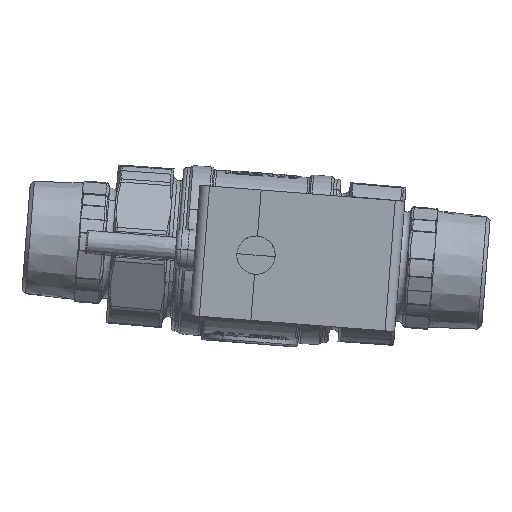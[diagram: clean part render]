
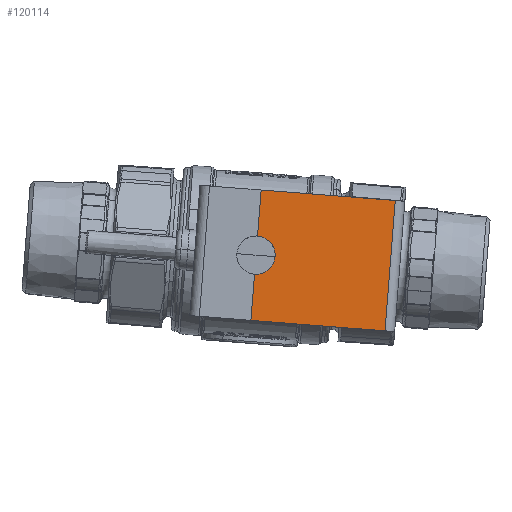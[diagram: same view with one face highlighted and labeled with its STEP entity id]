
A CAD part, left-side view. The second image highlights one B-rep face of the part: STEP entity #120114.
In plain terms, the highlighted planar face has unit normal (-1, 0, 0).
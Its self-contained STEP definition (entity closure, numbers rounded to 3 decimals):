
#119912=CARTESIAN_POINT('Line Origine',(-89.018,-117.585,149.75)) ;
#119916=CARTESIAN_POINT('Vertex',(-89.018,-152.478,147.015)) ;
#119918=CARTESIAN_POINT('Vertex',(-89.018,-82.692,152.484)) ;
#120014=CARTESIAN_POINT('Vertex',(-89.018,-157.791,214.807)) ;
#120049=CARTESIAN_POINT('Vertex',(-89.018,-88.005,220.276)) ;
#120052=CARTESIAN_POINT('Line Origine',(-89.018,-122.898,217.542)) ;
#120069=CARTESIAN_POINT('Axis2P3D Location',(-89.018,-152.478,147.015)) ;
#120074=CARTESIAN_POINT('Line Origine',(-89.018,-83.63,164.453)) ;
#120078=CARTESIAN_POINT('Vertex',(-89.018,-84.568,176.421)) ;
#120081=CARTESIAN_POINT('Line Origine',(-89.018,-155.134,180.911)) ;
#120086=CARTESIAN_POINT('Line Origine',(-89.018,-87.067,208.307)) ;
#120090=CARTESIAN_POINT('Vertex',(-89.018,-86.129,196.339)) ;
#120093=CARTESIAN_POINT('Axis2P3D Location',(-89.018,-85.348,186.38)) ;
#120097=CARTESIAN_POINT('Vertex',(-89.018,-95.307,185.6)) ;
#120100=CARTESIAN_POINT('Axis2P3D Location',(-89.018,-85.348,186.38)) ;
#119914=VECTOR('Line Direction',#119913,1.) ;
#120054=VECTOR('Line Direction',#120053,1.) ;
#120076=VECTOR('Line Direction',#120075,1.) ;
#120083=VECTOR('Line Direction',#120082,1.) ;
#120088=VECTOR('Line Direction',#120087,1.) ;
#119913=DIRECTION('Vector Direction',(0.,0.997,0.078)) ;
#120053=DIRECTION('Vector Direction',(0.,-0.997,-0.078)) ;
#120070=DIRECTION('Axis2P3D Direction',(-1.,0.,0.)) ;
#120071=DIRECTION('Axis2P3D XDirection',(0.,-0.078,0.997)) ;
#120075=DIRECTION('Vector Direction',(0.,0.078,-0.997)) ;
#120082=DIRECTION('Vector Direction',(0.,-0.078,0.997)) ;
#120087=DIRECTION('Vector Direction',(0.,0.078,-0.997)) ;
#120094=DIRECTION('Axis2P3D Direction',(-1.,0.,0.)) ;
#120101=DIRECTION('Axis2P3D Direction',(-1.,0.,0.)) ;
#120072=AXIS2_PLACEMENT_3D('Plane Axis2P3D',#120069,#120070,#120071) ;
#120095=AXIS2_PLACEMENT_3D('Circle Axis2P3D',#120093,#120094,$) ;
#120102=AXIS2_PLACEMENT_3D('Circle Axis2P3D',#120100,#120101,$) ;
#119915=LINE('Line',#119912,#119914) ;
#120055=LINE('Line',#120052,#120054) ;
#120077=LINE('Line',#120074,#120076) ;
#120084=LINE('Line',#120081,#120083) ;
#120089=LINE('Line',#120086,#120088) ;
#120096=CIRCLE('generated circle',#120095,9.989) ;
#120103=CIRCLE('generated circle',#120102,9.989) ;
#120073=PLANE('',#120072) ;
#119920=EDGE_CURVE('',#119917,#119919,#119915,.T.) ;
#120056=EDGE_CURVE('',#120050,#120015,#120055,.T.) ;
#120080=EDGE_CURVE('',#120079,#119919,#120077,.T.) ;
#120085=EDGE_CURVE('',#119917,#120015,#120084,.T.) ;
#120092=EDGE_CURVE('',#120050,#120091,#120089,.T.) ;
#120099=EDGE_CURVE('',#120091,#120098,#120096,.F.) ;
#120104=EDGE_CURVE('',#120098,#120079,#120103,.F.) ;
#120106=ORIENTED_EDGE('',*,*,#120080,.T.) ;
#120107=ORIENTED_EDGE('',*,*,#119920,.F.) ;
#120108=ORIENTED_EDGE('',*,*,#120085,.T.) ;
#120109=ORIENTED_EDGE('',*,*,#120056,.F.) ;
#120110=ORIENTED_EDGE('',*,*,#120092,.T.) ;
#120111=ORIENTED_EDGE('',*,*,#120099,.T.) ;
#120112=ORIENTED_EDGE('',*,*,#120104,.T.) ;
#120105=EDGE_LOOP('',(#120106,#120107,#120108,#120109,#120110,#120111,#120112)) ;
#119917=VERTEX_POINT('',#119916) ;
#119919=VERTEX_POINT('',#119918) ;
#120015=VERTEX_POINT('',#120014) ;
#120050=VERTEX_POINT('',#120049) ;
#120079=VERTEX_POINT('',#120078) ;
#120091=VERTEX_POINT('',#120090) ;
#120098=VERTEX_POINT('',#120097) ;
#120114=ADVANCED_FACE('PartBody',(#120113),#120073,.T.) ;
#120113=FACE_OUTER_BOUND('',#120105,.T.) ;
